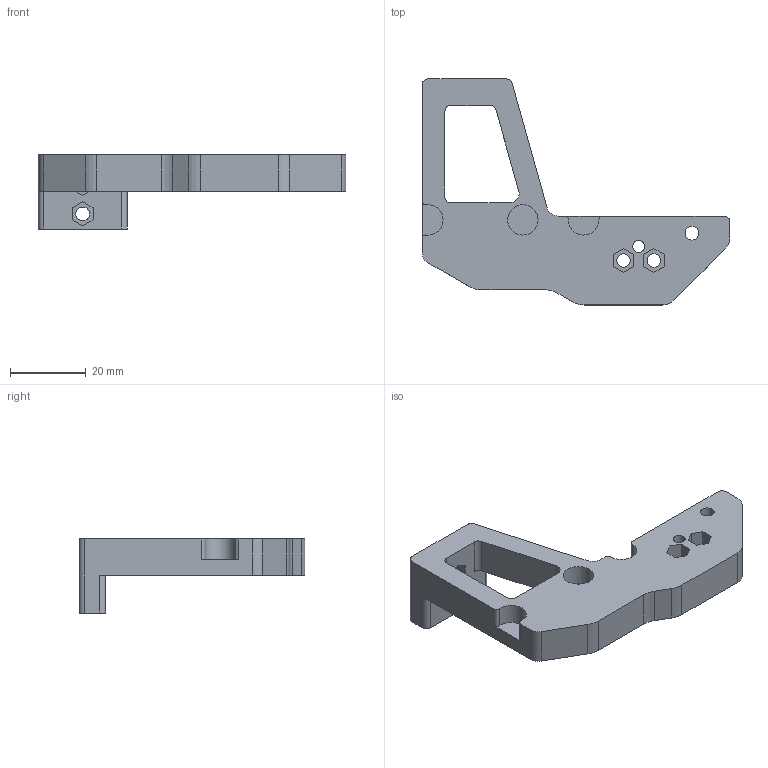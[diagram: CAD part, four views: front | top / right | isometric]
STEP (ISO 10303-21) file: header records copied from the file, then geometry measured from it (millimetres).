
FILE_DESCRIPTION(/* description */ (''),/* implementation_level */ '2;1');
FILE_NAME(/* name */ 'Y+ZBracket.stp',/* time_stamp */ '2015-09-06T12:42:06-04:00',/* author */ ('Justine Haupt'),/* organization */ (''),/* preprocessor_version */ 'ST-DEVELOPER v15.6',/* originating_system */ 'Autodesk Inventor 2015',/* authorisation */ '');
FILE_SCHEMA (('AUTOMOTIVE_DESIGN { 1 0 10303 214 3 1 1 }'));
Length unit declared in the file: millimetre
Products named in the file (1): Y+ZBracket
Bounding box: 81 x 59.5 x 19.5 mm (x, y, z)
Volume: 20440.6 mm3; surface area: 9141.8 mm2
Topology: 1 solids, 1 shells, 93 faces, 258 edges, 173 vertices
Faces by surface type: plane 59, cylinder 34
Full cylindrical faces by diameter (mm): 3.1 x1, 3.6 x5, 5.5 x1, 8 x1
Entity records: 2974 total; most frequent: CARTESIAN_POINT 511, DIRECTION 504, ORIENTED_EDGE 494, EDGE_CURVE 247, LINE 178, VECTOR 178, VERTEX_POINT 170, AXIS2_PLACEMENT_3D 163
